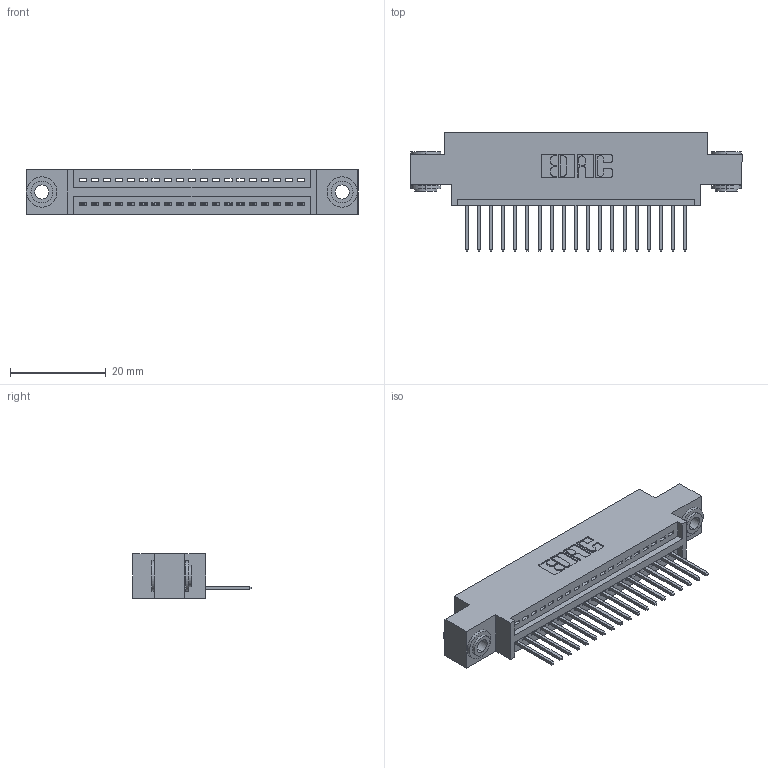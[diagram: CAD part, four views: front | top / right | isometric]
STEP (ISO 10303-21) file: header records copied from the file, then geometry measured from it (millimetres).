
FILE_DESCRIPTION (( 'STEP AP203' ), '1' );
FILE_NAME ('345-019-523-603.STEP', '2018-08-20T00:48:20', ( '' ), ( '' ), 'SwSTEP 2.0', 'SolidWorks 2016', '' );
FILE_SCHEMA (( 'CONFIG_CONTROL_DESIGN' ));
Length unit declared in the file: inch
Products named in the file (4): 345 Part_0.170 Offset - 0.156 Dia-TH; 345-292-001_345-293-123; 345-250-002_345-250-002-102; 345-019-523-603
Assembly tree (22 placements, depth 2):
  345-019-523-603
    345 Part_0.170 Offset - 0.156 Dia-TH
    345-292-001_345-293-123  x19
    345-250-002_345-250-002-102  x2
Bounding box: 69.47 x 24.82 x 9.4 mm (x, y, z)
Volume: 6308.5 mm3; surface area: 8432.6 mm2
Topology: 22 solids, 22 shells, 1270 faces, 3773 edges, 2486 vertices
Faces by surface type: plane 854, cylinder 408, cone 8
Entity records: 18196 total; most frequent: CARTESIAN_POINT 3132, ORIENTED_EDGE 3078, DIRECTION 2799, EDGE_CURVE 1539, VECTOR 1307, LINE 1307, VERTEX_POINT 1022, AXIS2_PLACEMENT_3D 746
